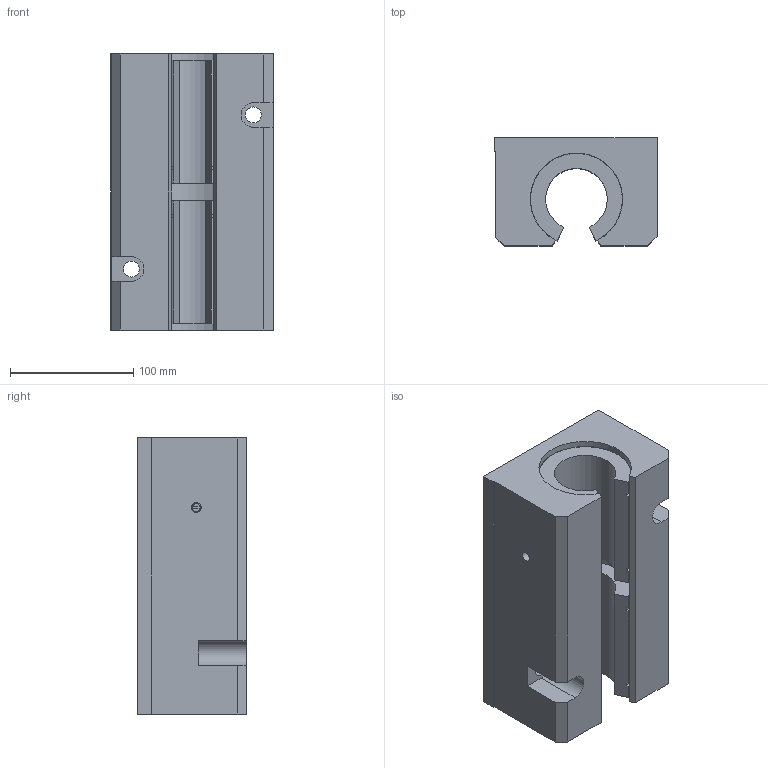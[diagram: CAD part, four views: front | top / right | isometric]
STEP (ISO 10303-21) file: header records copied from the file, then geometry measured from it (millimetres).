
FILE_DESCRIPTION(/* description */ ('Tandem Gehäuseeinheit mit Segmentausschnitt'),/* implementation_level */ '2;1');
FILE_NAME(/* name */ '121655-0.step',/* time_stamp */ '2021-08-11T10:45:30+02:00',/* author */ ('MuellerJ'),/* organization */ (''),/* preprocessor_version */ 'ST-DEVELOPER v18.1',/* originating_system */ 'Autodesk Inventor 2021',/* authorisation */ '');
FILE_SCHEMA (('AUTOMOTIVE_DESIGN { 1 0 10303 214 3 1 1 }'));
Length unit declared in the file: millimetre
Products named in the file (3): leer; leer_1; leer_2
Assembly tree (3 placements, depth 2):
  leer
    leer_1
    leer_2  x2
Bounding box: 132.25 x 88 x 224 mm (x, y, z)
Volume: 1932901.9 mm3; surface area: 241594.2 mm2
Topology: 3 solids, 5 shells, 101 faces, 238 edges, 159 vertices
Faces by surface type: plane 61, cylinder 34, torus 5, cone 1
Full cylindrical faces by diameter (mm): 2.9 x2, 4 x2, 4.134 x4, 4.3 x1, 6.5 x2, 7.459 x1, 8 x3, 13 x2, 13.835 x2
Entity records: 2684 total; most frequent: CARTESIAN_POINT 564, DIRECTION 434, ORIENTED_EDGE 392, EDGE_CURVE 196, AXIS2_PLACEMENT_3D 157, VERTEX_POINT 131, LINE 120, VECTOR 120
